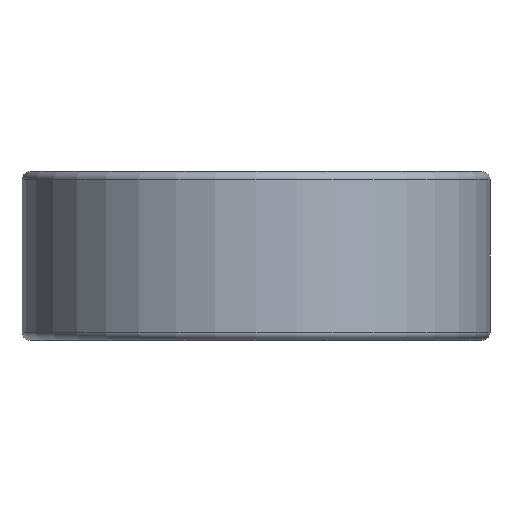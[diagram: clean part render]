
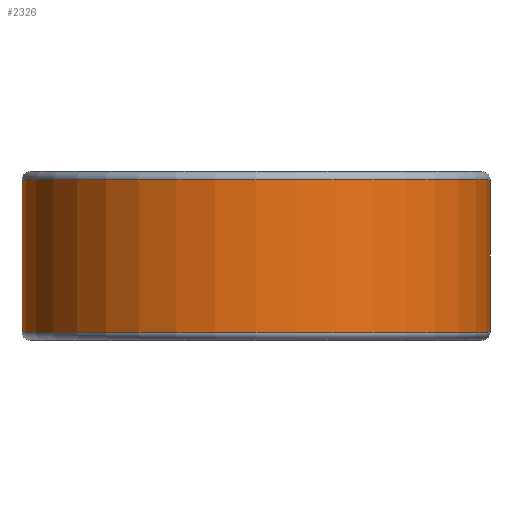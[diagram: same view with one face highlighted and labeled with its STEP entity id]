
A CAD part, front view. The second image highlights one B-rep face of the part: STEP entity #2326.
In plain terms, the highlighted cylindrical face has radius 14.287 mm (diameter 28.575 mm), a partial arc.
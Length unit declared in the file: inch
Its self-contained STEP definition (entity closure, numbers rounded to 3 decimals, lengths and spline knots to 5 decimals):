
#269 = VECTOR ( 'NONE', #4824, 39.37008 ) ;
#277 = LINE ( 'NONE', #4938, #269 ) ;
#492 = ORIENTED_EDGE ( 'NONE', *, *, #749, .T. ) ;
#493 = ORIENTED_EDGE ( 'NONE', *, *, #740, .F. ) ;
#494 = ORIENTED_EDGE ( 'NONE', *, *, #675, .T. ) ;
#498 = ORIENTED_EDGE ( 'NONE', *, *, #770, .T. ) ;
#675 = EDGE_CURVE ( 'NONE', #1651, #1652, #277, .T. ) ;
#740 = EDGE_CURVE ( 'NONE', #1634, #1638, #5083, .T. ) ;
#749 = EDGE_CURVE ( 'NONE', #1634, #1651, #1227, .T. ) ;
#770 = EDGE_CURVE ( 'NONE', #1652, #1638, #1231, .T. ) ;
#877 = AXIS2_PLACEMENT_3D ( 'NONE', #3453, #3454, #3462 ) ;
#922 = AXIS2_PLACEMENT_3D ( 'NONE', #1044, #998, #997 ) ;
#927 = AXIS2_PLACEMENT_3D ( 'NONE', #4553, #4493, #4492 ) ;
#997 = DIRECTION ( 'NONE',  ( 1., 0., 0. ) ) ;
#998 = DIRECTION ( 'NONE',  ( 0., 0., 1. ) ) ;
#1044 = CARTESIAN_POINT ( 'NONE',  ( 0., 0., -0.18281 ) ) ;
#1227 = CIRCLE ( 'NONE', #927, 0.5625 ) ;
#1231 = CIRCLE ( 'NONE', #922, 0.5625 ) ;
#1356 = EDGE_LOOP ( 'NONE', ( #493, #492, #494, #498 ) ) ;
#1634 = VERTEX_POINT ( 'NONE', #3464 ) ;
#1638 = VERTEX_POINT ( 'NONE', #3442 ) ;
#1651 = VERTEX_POINT ( 'NONE', #3572 ) ;
#1652 = VERTEX_POINT ( 'NONE', #3571 ) ;
#1800 = FACE_OUTER_BOUND ( 'NONE', #1356, .T. ) ;
#1805 = CYLINDRICAL_SURFACE ( 'NONE', #877, 0.5625 ) ;
#2326 = ADVANCED_FACE ( 'NONE', ( #1800 ), #1805, .T. ) ;
#3442 = CARTESIAN_POINT ( 'NONE',  ( 0.5625, 0., -0.18281 ) ) ;
#3453 = CARTESIAN_POINT ( 'NONE',  ( 0., 0., 0.20313 ) ) ;
#3454 = DIRECTION ( 'NONE',  ( 0., 0., -1. ) ) ;
#3462 = DIRECTION ( 'NONE',  ( -1., 0., 0. ) ) ;
#3464 = CARTESIAN_POINT ( 'NONE',  ( 0.5625, 0., 0.18281 ) ) ;
#3571 = CARTESIAN_POINT ( 'NONE',  ( -0.5625, 0., -0.18281 ) ) ;
#3572 = CARTESIAN_POINT ( 'NONE',  ( -0.5625, 0., 0.18281 ) ) ;
#4492 = DIRECTION ( 'NONE',  ( 1., 0., 0. ) ) ;
#4493 = DIRECTION ( 'NONE',  ( 0., 0., -1. ) ) ;
#4553 = CARTESIAN_POINT ( 'NONE',  ( 0., 0., 0.18281 ) ) ;
#4596 = DIRECTION ( 'NONE',  ( 0., 0., -1. ) ) ;
#4604 = CARTESIAN_POINT ( 'NONE',  ( 0.5625, 0., 0.20313 ) ) ;
#4824 = DIRECTION ( 'NONE',  ( 0., 0., -1. ) ) ;
#4938 = CARTESIAN_POINT ( 'NONE',  ( -0.5625, 0., 0.20313 ) ) ;
#5083 = LINE ( 'NONE', #4604, #5084 ) ;
#5084 = VECTOR ( 'NONE', #4596, 39.37008 ) ;
